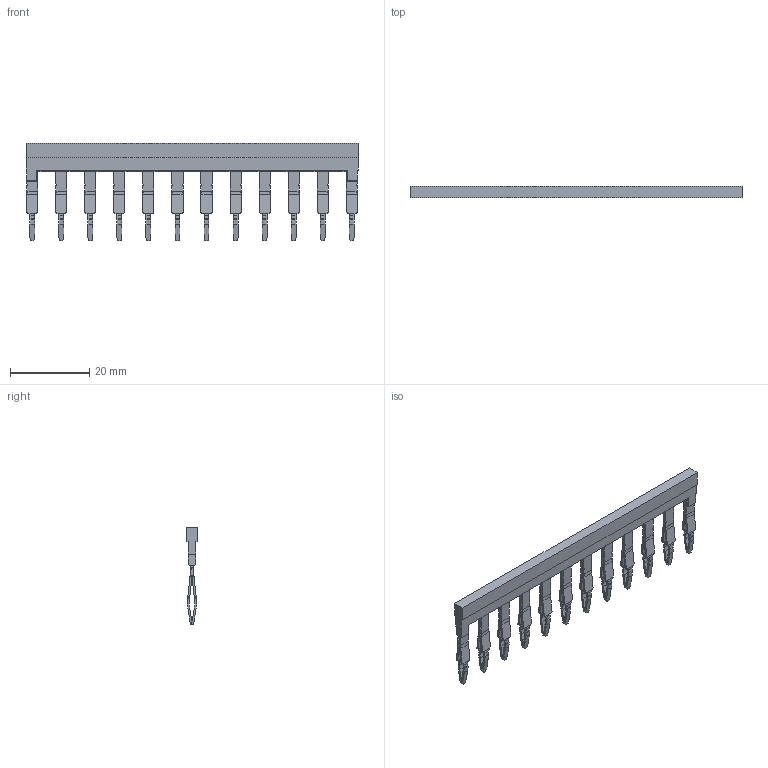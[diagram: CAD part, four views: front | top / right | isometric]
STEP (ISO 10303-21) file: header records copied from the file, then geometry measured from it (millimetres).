
FILE_DESCRIPTION(('CATIA V5 STEP Exchange','CAx-IF Rec.Pracs.--- Model Styling and Organization---1.4--- 2014-01-23'),'2;1');
FILE_NAME ('1175042-3_0_2709820000_2709820000.stp','2020-10-21T08:55:56+00:00',('none'),('Weidmueller'),'CATIA Version 5-6 Release 2016 SP3 HF44','CATIA V5 STEP AP214','none');
FILE_SCHEMA(('AUTOMOTIVE_DESIGN { 1 0 10303 214 1 1 1 1 }'));
Length unit declared in the file: millimetre
Products named in the file (1): 2709820000
Bounding box: 84.05 x 2.8 x 24.72 mm (x, y, z)
Volume: 2047.2 mm3; surface area: 5131.7 mm2
Topology: 2 solids, 2 shells, 1252 faces, 3490 edges, 2196 vertices
Faces by surface type: plane 794, cylinder 314, bspline 144
Entity records: 39187 total; most frequent: CARTESIAN_POINT 11400, ORIENTED_EDGE 6980, DIRECTION 3800, EDGE_CURVE 3490, VECTOR 2286, LINE 2286, VERTEX_POINT 2196, EDGE_LOOP 1298
